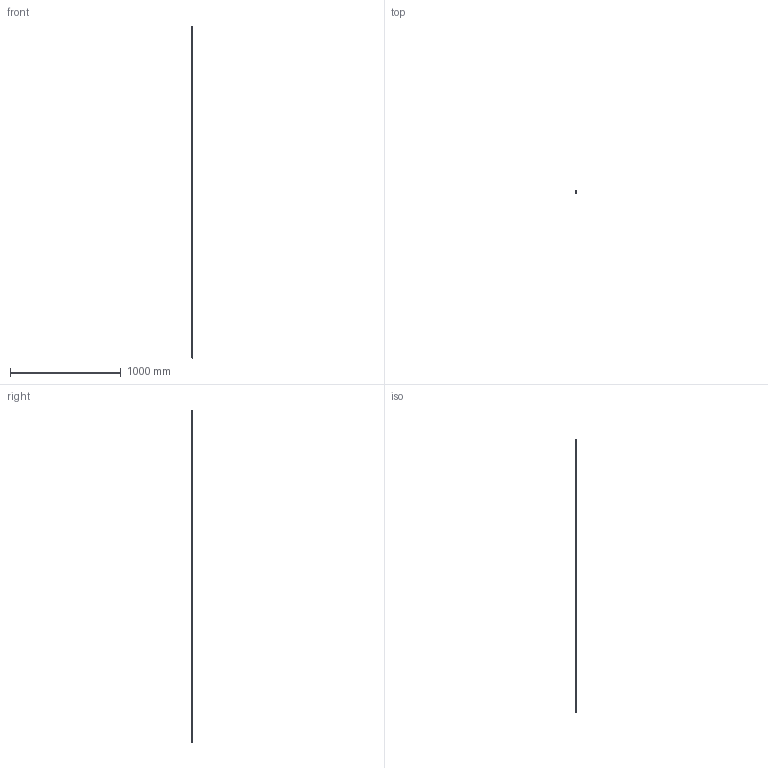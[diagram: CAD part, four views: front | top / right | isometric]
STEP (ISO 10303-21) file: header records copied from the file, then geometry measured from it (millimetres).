
FILE_DESCRIPTION (( 'STEP AP203' ), '1' );
FILE_NAME ('6975.step', '2015-09-17T15:58:49', ( '' ), ( '' ), 'SwSTEP 2.0', 'SolidWorks 2015', '' );
FILE_SCHEMA (( 'CONFIG_CONTROL_DESIGN' ));
Length unit declared in the file: millimetre
Products named in the file (1): 6975
Bounding box: 18 x 18 x 3000 mm (x, y, z)
Volume: 686788.7 mm3; surface area: 163511.9 mm2
Topology: 1 solids, 1 shells, 7869 faces, 23568 edges, 15712 vertices
Faces by surface type: cylinder 4056, plane 3765, bspline 48
Entity records: 339820 total; most frequent: CARTESIAN_POINT 162546, ORIENTED_EDGE 47136, DIRECTION 25466, EDGE_CURVE 23568, VERTEX_POINT 15712, B_SPLINE_CURVE_WITH_KNOTS 13753, AXIS2_PLACEMENT_3D 11525, EDGE_LOOP 7880
